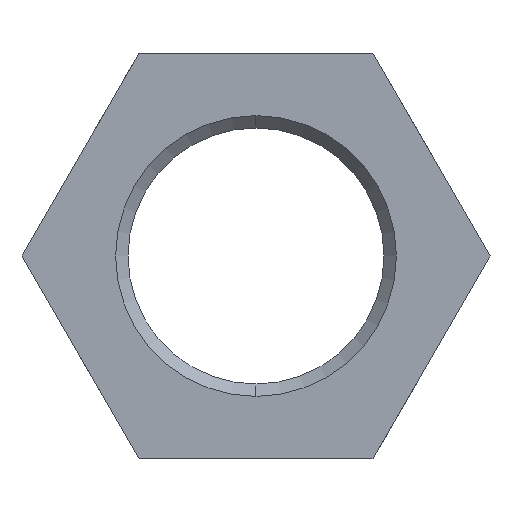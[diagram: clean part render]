
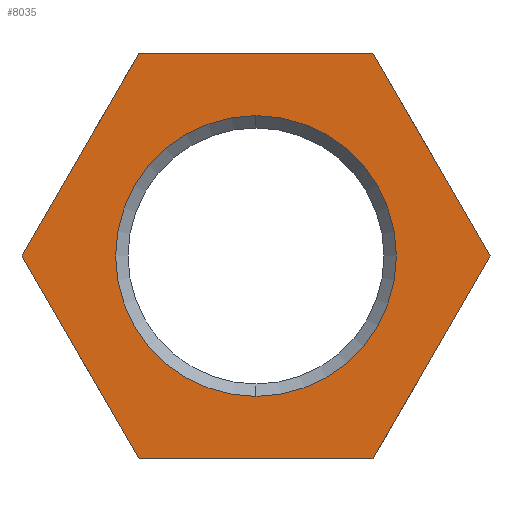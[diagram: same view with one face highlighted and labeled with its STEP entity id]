
A CAD part, left-side view. The second image highlights one B-rep face of the part: STEP entity #8035.
In plain terms, the highlighted planar face has unit normal (-1, 0, 0).
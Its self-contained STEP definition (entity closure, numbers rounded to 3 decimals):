
#134 = VERTEX_POINT ( 'NONE', #821 ) ;
#226 = CARTESIAN_POINT ( 'NONE',  ( -6., -5.485, -9.5 ) ) ;
#477 = VECTOR ( 'NONE', #7247, 1000. ) ;
#502 = CARTESIAN_POINT ( 'NONE',  ( -6., -25., -9.5 ) ) ;
#821 = CARTESIAN_POINT ( 'NONE',  ( -6., 5.485, -9.5 ) ) ;
#825 = VERTEX_POINT ( 'NONE', #5649 ) ;
#848 = DIRECTION ( 'NONE',  ( 0., 0., 1. ) ) ;
#897 = PLANE ( 'NONE',  #1217 ) ;
#977 = VERTEX_POINT ( 'NONE', #12433 ) ;
#1217 = AXIS2_PLACEMENT_3D ( 'NONE', #10566, #1926, #848 ) ;
#1475 = CARTESIAN_POINT ( 'NONE',  ( -6., -10.97, 0. ) ) ;
#1633 = VECTOR ( 'NONE', #2831, 1000. ) ;
#1926 = DIRECTION ( 'NONE',  ( -1., 0., 0. ) ) ;
#1927 = CARTESIAN_POINT ( 'NONE',  ( -6., 4.273, 26.401 ) ) ;
#2028 = CARTESIAN_POINT ( 'NONE',  ( -6., 0., 0. ) ) ;
#2272 = ORIENTED_EDGE ( 'NONE', *, *, #13436, .F. ) ;
#2440 = ORIENTED_EDGE ( 'NONE', *, *, #12280, .T. ) ;
#2831 = DIRECTION ( 'NONE',  ( 0., 1., 0. ) ) ;
#3528 = DIRECTION ( 'NONE',  ( 0., -0.5, 0.866 ) ) ;
#3713 = VERTEX_POINT ( 'NONE', #226 ) ;
#3966 = CIRCLE ( 'NONE', #4370, 6.58 ) ;
#4251 = DIRECTION ( 'NONE',  ( 0., 0., -1. ) ) ;
#4370 = AXIS2_PLACEMENT_3D ( 'NONE', #10730, #13003, #4251 ) ;
#4475 = FACE_BOUND ( 'NONE', #8567, .T. ) ;
#4488 = VECTOR ( 'NONE', #9051, 1000. ) ;
#4845 = LINE ( 'NONE', #502, #1633 ) ;
#4883 = CARTESIAN_POINT ( 'NONE',  ( -6., -4.273, -26.401 ) ) ;
#4886 = VERTEX_POINT ( 'NONE', #12288 ) ;
#5115 = EDGE_CURVE ( 'NONE', #134, #9804, #7624, .T. ) ;
#5649 = CARTESIAN_POINT ( 'NONE',  ( -6., 0., 6.58 ) ) ;
#5670 = ORIENTED_EDGE ( 'NONE', *, *, #7620, .T. ) ;
#5890 = CIRCLE ( 'NONE', #13748, 6.58 ) ;
#6037 = DIRECTION ( 'NONE',  ( 0., 0.5, 0.866 ) ) ;
#6410 = CARTESIAN_POINT ( 'NONE',  ( -6., 0., -6.58 ) ) ;
#6705 = CARTESIAN_POINT ( 'NONE',  ( -6., 10.97, 0. ) ) ;
#7155 = FACE_OUTER_BOUND ( 'NONE', #8878, .T. ) ;
#7247 = DIRECTION ( 'NONE',  ( 0., -0.5, -0.866 ) ) ;
#7309 = LINE ( 'NONE', #12113, #9816 ) ;
#7464 = ORIENTED_EDGE ( 'NONE', *, *, #12179, .F. ) ;
#7620 = EDGE_CURVE ( 'NONE', #825, #10934, #3966, .T. ) ;
#7624 = LINE ( 'NONE', #4883, #10805 ) ;
#8035 = ADVANCED_FACE ( 'NONE', ( #7155, #4475 ), #897, .T. ) ;
#8322 = DIRECTION ( 'NONE',  ( 0., 0., -1. ) ) ;
#8344 = EDGE_CURVE ( 'NONE', #12926, #3713, #10195, .T. ) ;
#8567 = EDGE_LOOP ( 'NONE', ( #5670, #2440 ) ) ;
#8878 = EDGE_LOOP ( 'NONE', ( #9817, #9017, #10155, #2272, #7464, #12615 ) ) ;
#9017 = ORIENTED_EDGE ( 'NONE', *, *, #9481, .F. ) ;
#9051 = DIRECTION ( 'NONE',  ( 0., 0.5, -0.866 ) ) ;
#9282 = CARTESIAN_POINT ( 'NONE',  ( -6., 25., 9.5 ) ) ;
#9481 = EDGE_CURVE ( 'NONE', #3713, #134, #4845, .T. ) ;
#9586 = LINE ( 'NONE', #9282, #9916 ) ;
#9804 = VERTEX_POINT ( 'NONE', #6705 ) ;
#9816 = VECTOR ( 'NONE', #3528, 1000. ) ;
#9817 = ORIENTED_EDGE ( 'NONE', *, *, #5115, .F. ) ;
#9916 = VECTOR ( 'NONE', #10373, 1000. ) ;
#10155 = ORIENTED_EDGE ( 'NONE', *, *, #8344, .F. ) ;
#10195 = LINE ( 'NONE', #11397, #4488 ) ;
#10373 = DIRECTION ( 'NONE',  ( 0., -1., 0. ) ) ;
#10566 = CARTESIAN_POINT ( 'NONE',  ( -6., 16., 0. ) ) ;
#10730 = CARTESIAN_POINT ( 'NONE',  ( -6., 0., 0. ) ) ;
#10805 = VECTOR ( 'NONE', #6037, 1000. ) ;
#10934 = VERTEX_POINT ( 'NONE', #6410 ) ;
#10980 = EDGE_CURVE ( 'NONE', #9804, #977, #7309, .T. ) ;
#11047 = LINE ( 'NONE', #1927, #477 ) ;
#11397 = CARTESIAN_POINT ( 'NONE',  ( -6., -20.727, 16.901 ) ) ;
#12113 = CARTESIAN_POINT ( 'NONE',  ( -6., 20.727, -16.901 ) ) ;
#12179 = EDGE_CURVE ( 'NONE', #977, #4886, #9586, .T. ) ;
#12280 = EDGE_CURVE ( 'NONE', #10934, #825, #5890, .T. ) ;
#12288 = CARTESIAN_POINT ( 'NONE',  ( -6., -5.485, 9.5 ) ) ;
#12433 = CARTESIAN_POINT ( 'NONE',  ( -6., 5.485, 9.5 ) ) ;
#12615 = ORIENTED_EDGE ( 'NONE', *, *, #10980, .F. ) ;
#12704 = DIRECTION ( 'NONE',  ( 1., 0., 0. ) ) ;
#12926 = VERTEX_POINT ( 'NONE', #1475 ) ;
#13003 = DIRECTION ( 'NONE',  ( 1., 0., 0. ) ) ;
#13436 = EDGE_CURVE ( 'NONE', #4886, #12926, #11047, .T. ) ;
#13748 = AXIS2_PLACEMENT_3D ( 'NONE', #2028, #12704, #8322 ) ;
